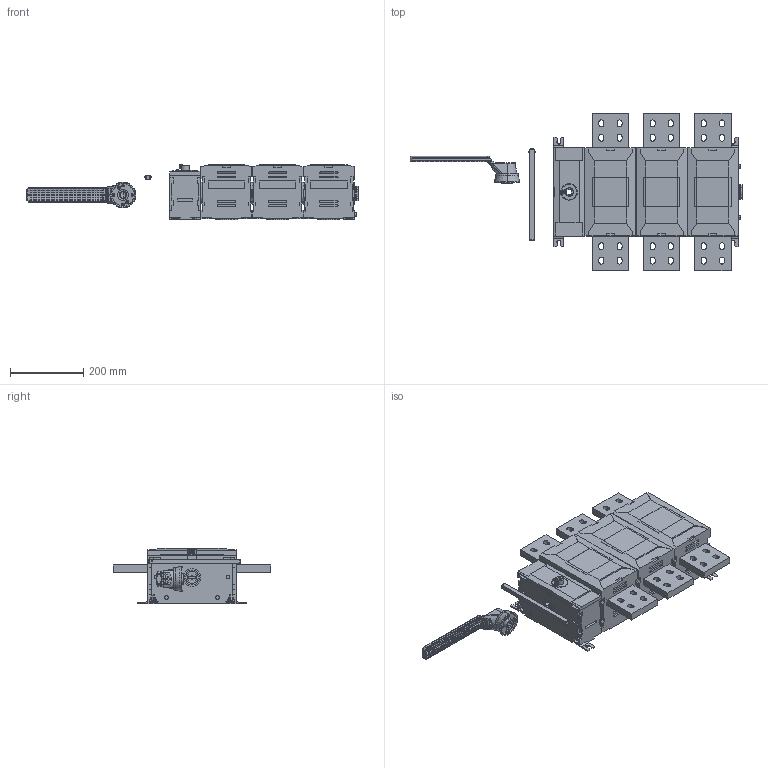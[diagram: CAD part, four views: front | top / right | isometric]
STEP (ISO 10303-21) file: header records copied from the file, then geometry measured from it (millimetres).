
FILE_DESCRIPTION (( 'STEP AP203' ), '1' );
FILE_NAME ('psds-4000-3.ÃÌ Ðóáèëüíèê-âûêëþ÷àòåëü 4000A 3P c ðóêîÿòêîé óïðàâëåíèÿ äëÿ ïðÿìîé óñòàíîâêè PowerSwitch EKF.STEP', '2025-02-19T08:07:45', ( '' ), ( '' ), 'SwSTEP 2.0', 'SolidWorks 2021', '' );
FILE_SCHEMA (( 'CONFIG_CONTROL_DESIGN' ));
Length unit declared in the file: millimetre
Products named in the file (4): psds-4000-3.ÃÌ Ðóêîÿòêà_00; psds-4000-3.襟 幄儜瀖00; psds-4000-3.ÃÌ Ðóáèëüíèê-âûêëþ÷àòåëü 4000A 3P c ðóêîÿòêîé óïðàâëåíèÿ äëÿ ïðÿìîé óñòàíîâêè PowerSwitch EKF_00; psds-4000-3.ÃÌ Ðóáèëüíèê-âûêëþ÷àòåëü 4000A 3P c ðóêîÿòêîé óïðàâëåíèÿ äëÿ ïðÿìîé óñòàíîâêè PowerSwitch EKF
Assembly tree (3 placements, depth 2):
  psds-4000-3.ÃÌ Ðóáèëüíèê-âûêëþ÷àòåëü 4000A 3P c ðóêîÿòêîé óïðàâëåíèÿ äëÿ ïðÿìîé óñòàíîâêè PowerSwitch EKF
    psds-4000-3.ÃÌ Ðóêîÿòêà_00
    psds-4000-3.ÃÌ Ðóáèëüíèê-âûêëþ÷àòåëü 4000A 3P c ðóêîÿòêîé óïðàâëåíèÿ äëÿ ïðÿìîé óñòàíîâêè PowerSwitch EKF_00
    psds-4000-3.襟 幄儜瀖00
Bounding box: 904.88 x 430 x 150 mm (x, y, z)
Volume: 17839362.5 mm3; surface area: 1163259.3 mm2
Topology: 7 solids, 7 shells, 2350 faces, 6407 edges, 4260 vertices
Faces by surface type: plane 1739, cylinder 448, bspline 118, cone 33, sphere 8, torus 4
Entity records: 80000 total; most frequent: CARTESIAN_POINT 19916, ORIENTED_EDGE 12802, DIRECTION 11655, EDGE_CURVE 6401, LINE 4855, VECTOR 4855, VERTEX_POINT 4260, AXIS2_PLACEMENT_3D 3400
